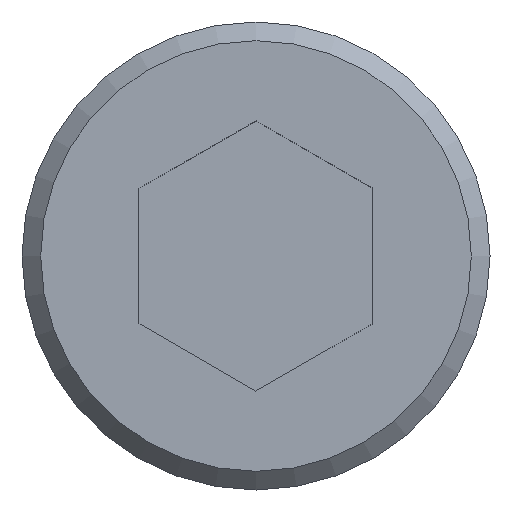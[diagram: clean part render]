
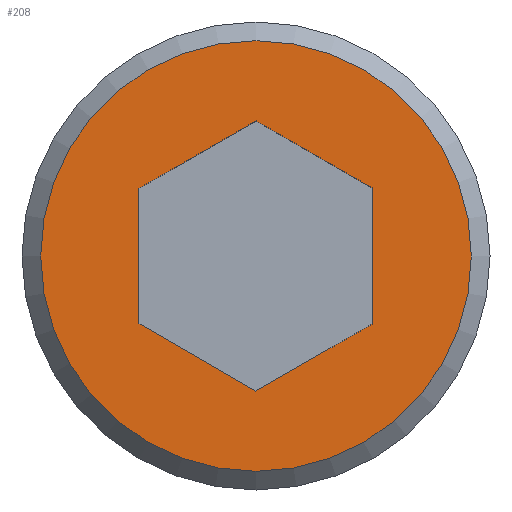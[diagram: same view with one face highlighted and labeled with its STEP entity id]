
A CAD part, left-side view. The second image highlights one B-rep face of the part: STEP entity #208.
In plain terms, the highlighted planar face has unit normal (-1, 0, 0).
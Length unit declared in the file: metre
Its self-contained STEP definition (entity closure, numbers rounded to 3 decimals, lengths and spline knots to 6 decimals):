
#17=CIRCLE('',#237,0.0023);
#24=ORIENTED_EDGE('',*,*,#74,.T.);
#25=ORIENTED_EDGE('',*,*,#75,.T.);
#26=ORIENTED_EDGE('',*,*,#76,.T.);
#27=ORIENTED_EDGE('',*,*,#77,.T.);
#28=ORIENTED_EDGE('',*,*,#78,.T.);
#29=ORIENTED_EDGE('',*,*,#79,.T.);
#30=ORIENTED_EDGE('',*,*,#80,.F.);
#74=EDGE_CURVE('',#99,#100,#118,.T.);
#75=EDGE_CURVE('',#100,#101,#119,.T.);
#76=EDGE_CURVE('',#101,#102,#120,.T.);
#77=EDGE_CURVE('',#102,#103,#121,.T.);
#78=EDGE_CURVE('',#103,#104,#122,.T.);
#79=EDGE_CURVE('',#104,#99,#123,.T.);
#80=EDGE_CURVE('',#105,#105,#17,.T.);
#99=VERTEX_POINT('',#325);
#100=VERTEX_POINT('',#326);
#101=VERTEX_POINT('',#328);
#102=VERTEX_POINT('',#330);
#103=VERTEX_POINT('',#332);
#104=VERTEX_POINT('',#334);
#105=VERTEX_POINT('',#337);
#118=LINE('',#324,#136);
#119=LINE('',#327,#137);
#120=LINE('',#329,#138);
#121=LINE('',#331,#139);
#122=LINE('',#333,#140);
#123=LINE('',#335,#141);
#136=VECTOR('',#262,1.);
#137=VECTOR('',#263,1.);
#138=VECTOR('',#264,1.);
#139=VECTOR('',#265,1.);
#140=VECTOR('',#266,1.);
#141=VECTOR('',#267,1.);
#154=EDGE_LOOP('',(#24,#25,#26,#27,#28,#29));
#155=EDGE_LOOP('',(#30));
#176=FACE_BOUND('',#154,.T.);
#177=FACE_BOUND('',#155,.T.);
#198=PLANE('',#236);
#208=ADVANCED_FACE('',(#176,#177),#198,.T.);
#236=AXIS2_PLACEMENT_3D('',#323,#260,#261);
#237=AXIS2_PLACEMENT_3D('',#336,#268,#269);
#260=DIRECTION('',(-1.,0.,0.));
#261=DIRECTION('',(0.,0.,1.));
#262=DIRECTION('',(0.,-0.866,-0.5));
#263=DIRECTION('',(0.,0.,-1.));
#264=DIRECTION('',(0.,0.866,-0.5));
#265=DIRECTION('',(0.,0.866,0.5));
#266=DIRECTION('',(0.,0.,1.));
#267=DIRECTION('',(0.,-0.866,0.5));
#268=DIRECTION('',(1.,0.,0.));
#269=DIRECTION('',(0.,0.,-1.));
#323=CARTESIAN_POINT('',(0.,0.,0.));
#324=CARTESIAN_POINT('',(0.,-0.000313,0.001263));
#325=CARTESIAN_POINT('',(0.,0.,0.001443));
#326=CARTESIAN_POINT('',(0.,-0.00125,0.000722));
#327=CARTESIAN_POINT('',(0.,-0.00125,0.000361));
#328=CARTESIAN_POINT('',(0.,-0.00125,-0.000722));
#329=CARTESIAN_POINT('',(0.,-0.000938,-0.000902));
#330=CARTESIAN_POINT('',(0.,0.,-0.001443));
#331=CARTESIAN_POINT('',(0.,0.000313,-0.001263));
#332=CARTESIAN_POINT('',(0.,0.00125,-0.000722));
#333=CARTESIAN_POINT('',(0.,0.00125,-0.000361));
#334=CARTESIAN_POINT('',(0.,0.00125,0.000722));
#335=CARTESIAN_POINT('',(0.,0.000938,0.000902));
#336=CARTESIAN_POINT('',(0.,0.,0.));
#337=CARTESIAN_POINT('',(0.,0.,-0.0023));
